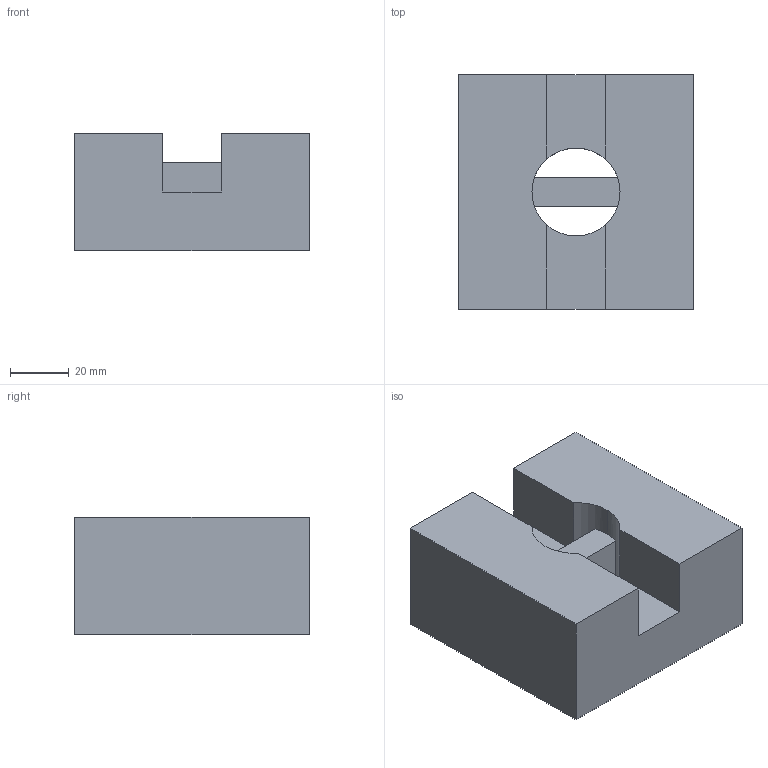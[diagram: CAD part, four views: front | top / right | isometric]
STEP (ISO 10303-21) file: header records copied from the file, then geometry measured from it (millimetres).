
FILE_DESCRIPTION(('produced by SPATIAL CORP'),'2;1');
FILE_NAME('ex11.hh.sat.stp', '2002-04-19T11:06:44+00:00',('SPATIAL CORP'),('SPATIAL CORP'), 'ACIS STEP Husk','http://www.spatial.com','SPATIAL CORP');
FILE_SCHEMA(('CONFIG_CONTROL_DESIGN'));
Length unit declared in the file: millimetre
Products named in the file (1): PRODUCT_ID_1
Bounding box: 80 x 80 x 40 mm (x, y, z)
Volume: 215595.8 mm3; surface area: 30260.1 mm2
Topology: 1 solids, 1 shells, 18 faces, 54 edges, 36 vertices
Faces by surface type: plane 16, cylinder 2
Entity records: 619 total; most frequent: ORIENTED_EDGE 108, CARTESIAN_POINT 90, DIRECTION 72, EDGE_CURVE 54, VERTEX_POINT 36, VECTOR 36, LINE 36, EDGE_LOOP 20
